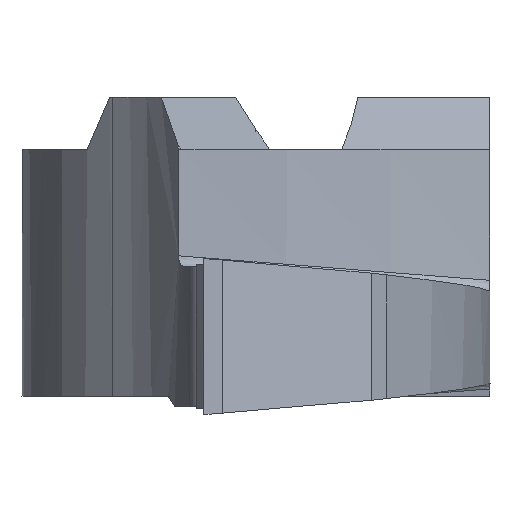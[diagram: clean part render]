
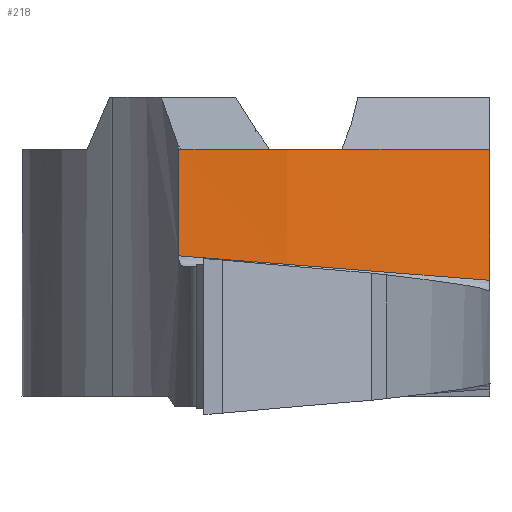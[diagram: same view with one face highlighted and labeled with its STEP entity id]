
A CAD part, left-side view. The second image highlights one B-rep face of the part: STEP entity #218.
In plain terms, the highlighted free-form (B-spline) face has degree [1, 3] with [2, 4] control points.
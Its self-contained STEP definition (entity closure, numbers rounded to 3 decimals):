
#218=ADVANCED_FACE('',(#278),#235,.F.);
#235=(
BOUNDED_SURFACE()
B_SPLINE_SURFACE(1,3,((#1752,#1753,#1754,#1755),(#1756,#1757,#1758,#1759)),
 .UNSPECIFIED.,.F.,.F.,.F.)
B_SPLINE_SURFACE_WITH_KNOTS((2,2),(4,4),(0.,1.),(0.,1.),.UNSPECIFIED.)
GEOMETRIC_REPRESENTATION_ITEM()
RATIONAL_B_SPLINE_SURFACE(((1.,0.982,0.982,1.),
(1.,0.982,0.982,1.)))
REPRESENTATION_ITEM('')
SURFACE()
);
#278=FACE_OUTER_BOUND('',#328,.T.);
#328=EDGE_LOOP('',(#598,#599,#600,#601,#602));
#376=CIRCLE('',#1016,13.476);
#598=ORIENTED_EDGE('',*,*,#842,.T.);
#599=ORIENTED_EDGE('',*,*,#834,.T.);
#600=ORIENTED_EDGE('',*,*,#853,.T.);
#601=ORIENTED_EDGE('',*,*,#827,.F.);
#602=ORIENTED_EDGE('',*,*,#852,.F.);
#698=VERTEX_POINT('',#1484);
#716=VERTEX_POINT('',#1621);
#717=VERTEX_POINT('',#1622);
#719=VERTEX_POINT('',#1661);
#722=VERTEX_POINT('',#1689);
#827=EDGE_CURVE('',#716,#717,#896,.T.);
#834=EDGE_CURVE('',#719,#698,#898,.T.);
#842=EDGE_CURVE('',#722,#719,#901,.T.);
#852=EDGE_CURVE('',#722,#716,#376,.T.);
#853=EDGE_CURVE('',#698,#717,#905,.T.);
#896=B_SPLINE_CURVE_WITH_KNOTS('',3,(#1611,#1612,#1613,#1614,#1615,#1616,
#1617,#1618,#1619,#1620),.UNSPECIFIED.,.F.,.F.,(4,2,2,2,4),(0.,0.305,
0.611,0.916,1.),.UNSPECIFIED.);
#898=B_SPLINE_CURVE_WITH_KNOTS('',3,(#1651,#1652,#1653,#1654,#1655,#1656,
#1657,#1658,#1659,#1660),.UNSPECIFIED.,.F.,.F.,(4,3,3,4),(0.,0.364,
0.679,1.),.UNSPECIFIED.);
#901=B_SPLINE_CURVE_WITH_KNOTS('',3,(#1679,#1680,#1681,#1682,#1683,#1684,
#1685,#1686,#1687,#1688),.UNSPECIFIED.,.F.,.F.,(4,2,2,2,4),(0.,0.25,
0.5,0.75,1.),.UNSPECIFIED.);
#905=B_SPLINE_CURVE_WITH_KNOTS('',3,(#1748,#1749,#1750,#1751),
 .UNSPECIFIED.,.F.,.F.,(4,4),(0.,1.),.UNSPECIFIED.);
#1016=AXIS2_PLACEMENT_3D('',#1731,#1202,#1203);
#1202=DIRECTION('',(0.,0.078,-0.997));
#1203=DIRECTION('',(0.,0.997,0.078));
#1484=CARTESIAN_POINT('',(-5.013,1.442,-0.1));
#1611=CARTESIAN_POINT('',(-5.02,1.489,-2.147));
#1612=CARTESIAN_POINT('',(-5.019,1.49,-1.938));
#1613=CARTESIAN_POINT('',(-5.019,1.49,-1.73));
#1614=CARTESIAN_POINT('',(-5.018,1.491,-1.313));
#1615=CARTESIAN_POINT('',(-5.017,1.491,-1.105));
#1616=CARTESIAN_POINT('',(-5.016,1.492,-0.688));
#1617=CARTESIAN_POINT('',(-5.015,1.492,-0.48));
#1618=CARTESIAN_POINT('',(-5.015,1.492,-0.214));
#1619=CARTESIAN_POINT('',(-5.014,1.493,-0.157));
#1620=CARTESIAN_POINT('',(-5.014,1.493,-0.1));
#1621=CARTESIAN_POINT('',(-5.02,1.489,-2.147));
#1622=CARTESIAN_POINT('',(-5.014,1.493,-0.1));
#1651=CARTESIAN_POINT('',(-3.456,-4.486,-0.1));
#1652=CARTESIAN_POINT('',(-3.806,-3.824,-0.1));
#1653=CARTESIAN_POINT('',(-4.101,-3.13,-0.1));
#1654=CARTESIAN_POINT('',(-4.336,-2.419,-0.1));
#1655=CARTESIAN_POINT('',(-4.539,-1.803,-0.1));
#1656=CARTESIAN_POINT('',(-4.698,-1.171,-0.1));
#1657=CARTESIAN_POINT('',(-4.811,-0.533,-0.1));
#1658=CARTESIAN_POINT('',(-4.926,0.119,-0.1));
#1659=CARTESIAN_POINT('',(-4.994,0.781,-0.1));
#1660=CARTESIAN_POINT('',(-5.013,1.442,-0.1));
#1661=CARTESIAN_POINT('',(-3.456,-4.486,-0.1));
#1679=CARTESIAN_POINT('',(-3.362,-4.491,-2.617));
#1680=CARTESIAN_POINT('',(-3.37,-4.491,-2.408));
#1681=CARTESIAN_POINT('',(-3.378,-4.49,-2.198));
#1682=CARTESIAN_POINT('',(-3.394,-4.49,-1.778));
#1683=CARTESIAN_POINT('',(-3.402,-4.489,-1.568));
#1684=CARTESIAN_POINT('',(-3.417,-4.488,-1.149));
#1685=CARTESIAN_POINT('',(-3.425,-4.488,-0.939));
#1686=CARTESIAN_POINT('',(-3.441,-4.487,-0.52));
#1687=CARTESIAN_POINT('',(-3.449,-4.487,-0.31));
#1688=CARTESIAN_POINT('',(-3.456,-4.486,-0.1));
#1689=CARTESIAN_POINT('',(-3.362,-4.491,-2.617));
#1731=CARTESIAN_POINT('',(8.447,1.981,-2.108));
#1748=CARTESIAN_POINT('',(-5.013,1.442,-0.1));
#1749=CARTESIAN_POINT('',(-5.013,1.459,-0.1));
#1750=CARTESIAN_POINT('',(-5.014,1.476,-0.1));
#1751=CARTESIAN_POINT('',(-5.014,1.493,-0.1));
#1752=CARTESIAN_POINT('',(-3.427,-4.542,-0.089));
#1753=CARTESIAN_POINT('',(-4.435,-2.663,0.059));
#1754=CARTESIAN_POINT('',(-4.973,-0.6,0.221));
#1755=CARTESIAN_POINT('',(-5.014,1.53,0.389));
#1756=CARTESIAN_POINT('',(-3.344,-4.524,-2.62));
#1757=CARTESIAN_POINT('',(-4.38,-2.658,-2.473));
#1758=CARTESIAN_POINT('',(-4.95,-0.601,-2.311));
#1759=CARTESIAN_POINT('',(-5.021,1.53,-2.143));
